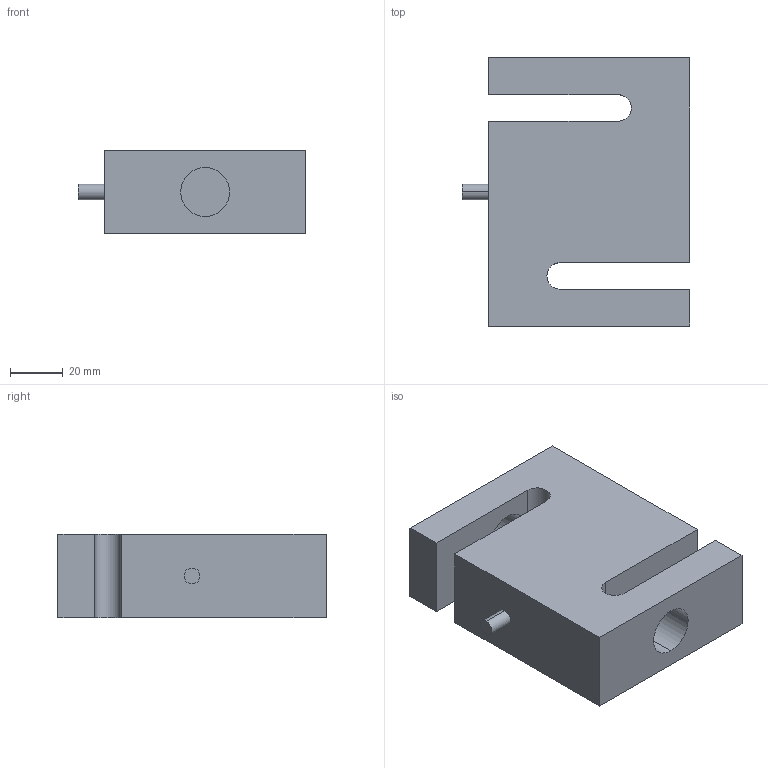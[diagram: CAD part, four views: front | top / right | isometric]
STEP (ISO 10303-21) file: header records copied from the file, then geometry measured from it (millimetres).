
FILE_DESCRIPTION (( 'STEP AP203' ), '1' );
FILE_NAME ('传感器STC-2-5t.step', '2020-08-28T03:13:59', ( '' ), ( '' ), 'SwSTEP 2.0', 'SolidWorks 2016', '' );
FILE_SCHEMA (( 'CONFIG_CONTROL_DESIGN' ));
Length unit declared in the file: millimetre
Products named in the file (1): 換覜んSTC-2-5t
Bounding box: 86.2 x 101.6 x 31.8 mm (x, y, z)
Volume: 205224.2 mm3; surface area: 32020 mm2
Topology: 1 solids, 1 shells, 22 faces, 57 edges, 38 vertices
Faces by surface type: plane 13, cylinder 9
Entity records: 764 total; most frequent: DIRECTION 121, CARTESIAN_POINT 118, ORIENTED_EDGE 114, EDGE_CURVE 57, AXIS2_PLACEMENT_3D 41, LINE 39, VECTOR 39, VERTEX_POINT 38
